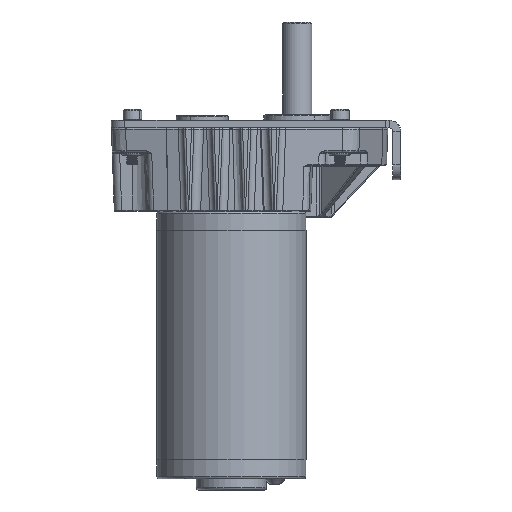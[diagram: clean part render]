
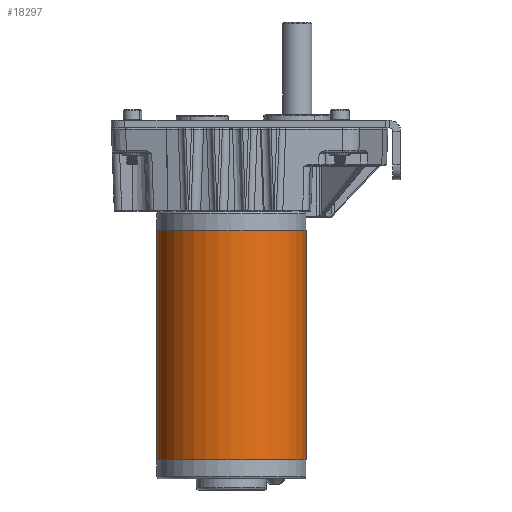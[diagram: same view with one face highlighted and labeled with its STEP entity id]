
A CAD part, left-side view. The second image highlights one B-rep face of the part: STEP entity #18297.
In plain terms, the highlighted cylindrical face has radius 32.004 mm (diameter 64.008 mm), a partial arc.
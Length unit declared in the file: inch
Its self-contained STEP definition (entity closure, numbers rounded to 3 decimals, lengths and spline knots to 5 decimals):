
#722 = LINE ( 'NONE', #94881, #27695 ) ;
#1043 = DIRECTION ( 'NONE',  ( -1., 0., 0. ) ) ;
#2408 = VERTEX_POINT ( 'NONE', #79198 ) ;
#3055 = CARTESIAN_POINT ( 'NONE',  ( 2.66, 4.303, 0.426 ) ) ;
#4004 = DIRECTION ( 'NONE',  ( -1., 0., 0. ) ) ;
#4286 = CARTESIAN_POINT ( 'NONE',  ( 2.66, 4.303, -3.438 ) ) ;
#10208 = LINE ( 'NONE', #3055, #11354 ) ;
#11354 = VECTOR ( 'NONE', #26607, 39.37008 ) ;
#12169 = DIRECTION ( 'NONE',  ( 0., 0., -1. ) ) ;
#18297 = ADVANCED_FACE ( 'NONE', ( #47144 ), #99806, .T. ) ;
#19989 = ORIENTED_EDGE ( 'NONE', *, *, #35379, .F. ) ;
#22262 = CARTESIAN_POINT ( 'NONE',  ( 1.4, 4.303, 0.426 ) ) ;
#26218 = AXIS2_PLACEMENT_3D ( 'NONE', #64989, #12169, #4004 ) ;
#26607 = DIRECTION ( 'NONE',  ( 0., 0., -1. ) ) ;
#27695 = VECTOR ( 'NONE', #80031, 39.37008 ) ;
#32006 = CARTESIAN_POINT ( 'NONE',  ( 0.14, 4.303, 0.426 ) ) ;
#32798 = EDGE_CURVE ( 'NONE', #2408, #45442, #10208, .T. ) ;
#34451 = ORIENTED_EDGE ( 'NONE', *, *, #65678, .T. ) ;
#35379 = EDGE_CURVE ( 'NONE', #45442, #54466, #58890, .T. ) ;
#35738 = CIRCLE ( 'NONE', #52006, 1.26 ) ;
#37129 = DIRECTION ( 'NONE',  ( -1., 0., 0. ) ) ;
#41100 = ORIENTED_EDGE ( 'NONE', *, *, #32798, .F. ) ;
#45442 = VERTEX_POINT ( 'NONE', #4286 ) ;
#47144 = FACE_OUTER_BOUND ( 'NONE', #60045, .T. ) ;
#52006 = AXIS2_PLACEMENT_3D ( 'NONE', #22262, #101031, #37129 ) ;
#54466 = VERTEX_POINT ( 'NONE', #91963 ) ;
#58890 = CIRCLE ( 'NONE', #26218, 1.26 ) ;
#59266 = AXIS2_PLACEMENT_3D ( 'NONE', #79852, #79348, #1043 ) ;
#60045 = EDGE_LOOP ( 'NONE', ( #41100, #34451, #72587, #19989 ) ) ;
#64989 = CARTESIAN_POINT ( 'NONE',  ( 1.4, 4.303, -3.438 ) ) ;
#65678 = EDGE_CURVE ( 'NONE', #2408, #81530, #35738, .T. ) ;
#72587 = ORIENTED_EDGE ( 'NONE', *, *, #84011, .T. ) ;
#79198 = CARTESIAN_POINT ( 'NONE',  ( 2.66, 4.303, 0.426 ) ) ;
#79348 = DIRECTION ( 'NONE',  ( 0., 0., -1. ) ) ;
#79852 = CARTESIAN_POINT ( 'NONE',  ( 1.4, 4.303, 0.426 ) ) ;
#80031 = DIRECTION ( 'NONE',  ( 0., 0., -1. ) ) ;
#81530 = VERTEX_POINT ( 'NONE', #32006 ) ;
#84011 = EDGE_CURVE ( 'NONE', #81530, #54466, #722, .T. ) ;
#91963 = CARTESIAN_POINT ( 'NONE',  ( 0.14, 4.303, -3.438 ) ) ;
#94881 = CARTESIAN_POINT ( 'NONE',  ( 0.14, 4.303, 0.426 ) ) ;
#99806 = CYLINDRICAL_SURFACE ( 'NONE', #59266, 1.26 ) ;
#101031 = DIRECTION ( 'NONE',  ( 0., 0., -1. ) ) ;
